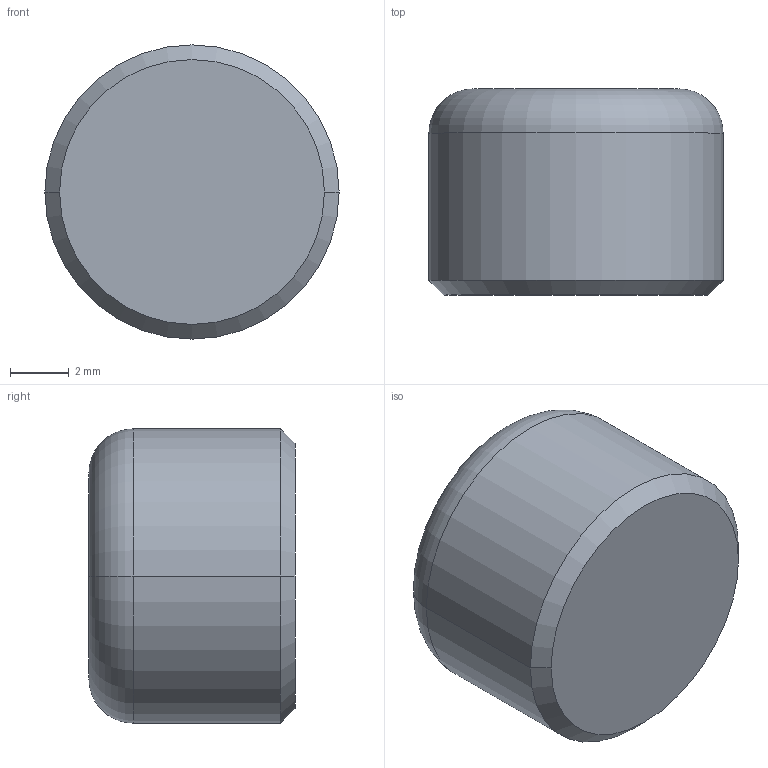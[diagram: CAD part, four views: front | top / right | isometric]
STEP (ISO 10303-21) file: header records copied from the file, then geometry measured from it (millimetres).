
FILE_DESCRIPTION((''),'2;1');
FILE_NAME('DISC_INSERT_7MM','2021-03-14T20:20:07',('jcha8'),(''),'CREO PARAMETRIC BY PTC INC, 2020281','CREO PARAMETRIC BY PTC INC, 2020281','');
FILE_SCHEMA(('CONFIG_CONTROL_DESIGN'));
Length unit declared in the file: millimetre
Products named in the file (1): DISC_INSERT_7MM
Bounding box: 10 x 7 x 10 mm (x, y, z)
Volume: 527 mm3; surface area: 364.7 mm2
Topology: 1 solids, 1 shells, 16 faces, 35 edges, 22 vertices
Faces by surface type: plane 10, cone 2, cylinder 2, torus 2
Entity records: 475 total; most frequent: DIRECTION 77, CARTESIAN_POINT 73, ORIENTED_EDGE 70, EDGE_CURVE 35, AXIS2_PLACEMENT_3D 26, VECTOR 25, LINE 25, VERTEX_POINT 22
